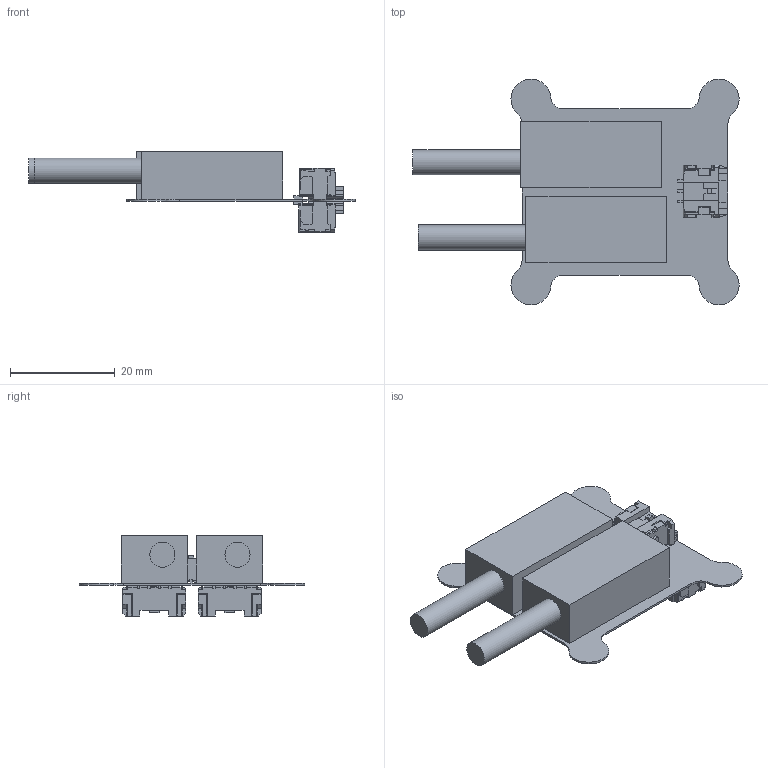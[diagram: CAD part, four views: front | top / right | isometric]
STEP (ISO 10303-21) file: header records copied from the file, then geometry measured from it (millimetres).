
FILE_DESCRIPTION(('Open CASCADE Model'),'2;1');
FILE_NAME('Open CASCADE Shape Model','2019-03-24T05:52:42',('Author'),( 'Open CASCADE'),'Open CASCADE STEP processor 6.8','Open CASCADE 6.8' ,'Unknown');
FILE_SCHEMA(('AUTOMOTIVE_DESIGN { 1 0 10303 214 1 1 1 1 }'));
Length unit declared in the file: millimetre
Products named in the file (1): PCB
Bounding box: 62.36 x 43.17 x 15.31 mm (x, y, z)
Volume: 8272.6 mm3; surface area: 8298 mm2
Topology: 8 solids, 8 shells, 777 faces, 2304 edges, 1592 vertices
Faces by surface type: plane 727, cylinder 50
Full cylindrical faces by diameter (mm): 4.8 x2
Entity records: 25726 total; most frequent: CARTESIAN_POINT 4674, ORIENTED_EDGE 4484, DIRECTION 3960, EDGE_CURVE 2230, LINE 2204, VECTOR 2204, VERTEX_POINT 1444, AXIS2_PLACEMENT_3D 878
